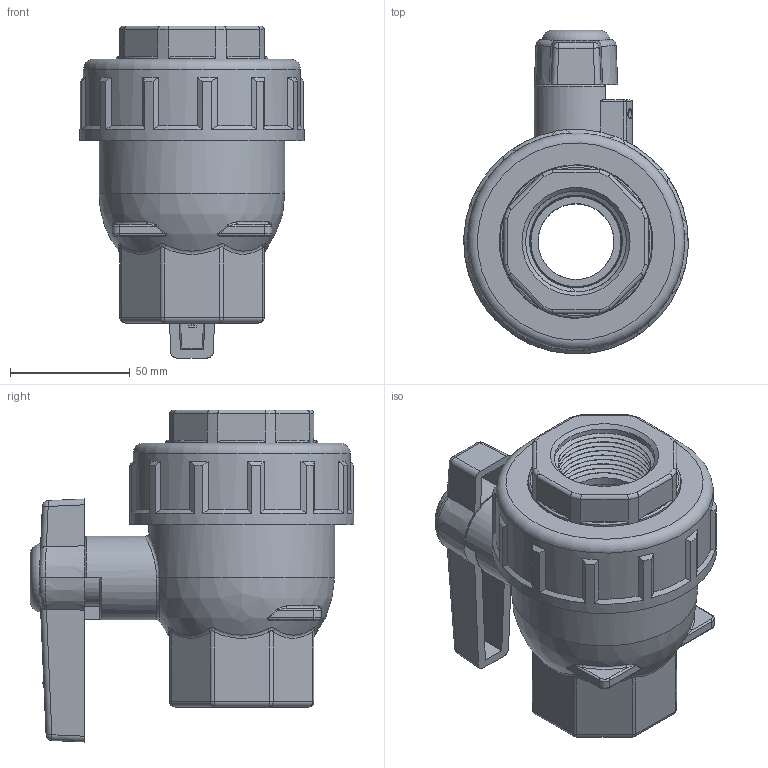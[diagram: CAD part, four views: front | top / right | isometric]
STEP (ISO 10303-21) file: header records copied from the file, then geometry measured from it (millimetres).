
FILE_DESCRIPTION(/* description */ ('1-1/4" FULL PORT UNION VALVE'),/* implementation_level */ '2;1');
FILE_NAME(/* name */ 'SUV125FP.stp',/* time_stamp */ '2022-10-24T14:35:38-04:00',/* author */ ('MJC'),/* organization */ (''),/* preprocessor_version */ 'ST-DEVELOPER v18.1',/* originating_system */ 'Autodesk Inventor 2022',/* authorisation */ '');
FILE_SCHEMA (('AUTOMOTIVE_DESIGN { 1 0 10303 214 3 1 1 }'));
Products named in the file (14): SUV125FP; UV12254; SUV15153; SUV15150; WS20002; UV12257; WS15258; UV12256; A130; WS20163E; V20353C; WS20255T; WS20255; V20255BX
Assembly tree (17 placements, depth 4):
  SUV125FP
    UV12254
    WS15258  x2
    SUV15153
    SUV15150
    WS20002
    UV12257
    UV12256
    A130  x3
    WS20163E  x2
    V20353C
    WS20255T
      WS20255
        V20255BX
Bounding box: 93.81 x 135.38 x 138.81 mm (x, y, z)
Volume: 435694 mm3; surface area: 165843.3 mm2
Topology: 15 solids, 15 shells, 1170 faces, 2970 edges, 1918 vertices
Faces by surface type: plane 514, bspline 259, cylinder 220, cone 99, torus 61, sphere 17
Full cylindrical faces by diameter (mm): 3.175 x2, 3.251 x1, 7.938 x1, 14.287 x1, 18.263 x2, 18.898 x1, 21.844 x4, 22.225 x3, 22.301 x1, 23.495 x2, 24.079 x1, 25.527 x3, 26.67 x1, 28.575 x1, 31.75 x3, 38.1 x3, 40.208 x3, 47.625 x3, 50.673 x1, 50.698 x2, 50.876 x1, 63.5 x1, 64.262 x1, 64.389 x1, 64.516 x1, 65.278 x1, 66.548 x1, 69.342 x1, 71.12 x1, 72.39 x1
Entity records: 47434 total; most frequent: CARTESIAN_POINT 20549, ORIENTED_EDGE 5904, DIRECTION 4777, EDGE_CURVE 2952, VERTEX_POINT 1908, AXIS2_PLACEMENT_3D 1704, LINE 1369, VECTOR 1369
